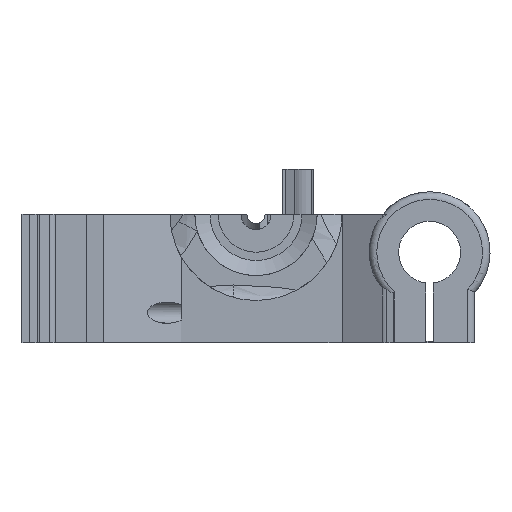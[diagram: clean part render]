
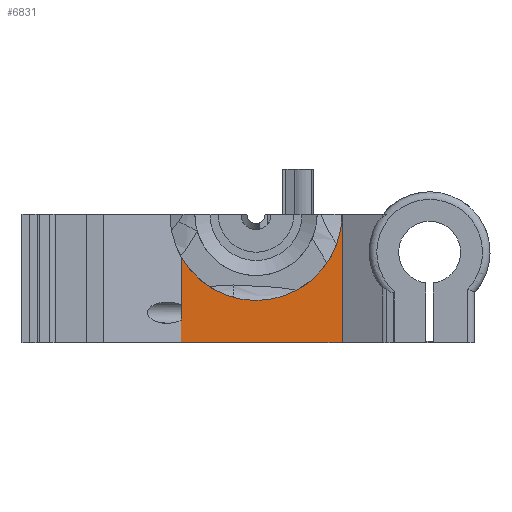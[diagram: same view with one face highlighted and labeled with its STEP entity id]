
A CAD part, front view. The second image highlights one B-rep face of the part: STEP entity #6831.
In plain terms, the highlighted planar face has unit normal (0, -1, 0).
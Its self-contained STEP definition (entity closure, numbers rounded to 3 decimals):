
#200=PLANE('',#7242);
#414=FACE_OUTER_BOUND('',#801,.T.);
#801=EDGE_LOOP('',(#4654,#4655,#4656,#4657,#4658,#4659,#4660,#4661));
#1441=LINE('',#9443,#2068);
#1445=LINE('',#9485,#2072);
#1446=LINE('',#9487,#2073);
#1447=LINE('',#9489,#2074);
#1448=LINE('',#9491,#2075);
#1449=LINE('',#9493,#2076);
#1450=LINE('',#9494,#2077);
#2068=VECTOR('',#7766,10.);
#2072=VECTOR('',#7782,10.);
#2073=VECTOR('',#7783,10.);
#2074=VECTOR('',#7784,10.);
#2075=VECTOR('',#7785,10.);
#2076=VECTOR('',#7786,10.);
#2077=VECTOR('',#7787,10.);
#2692=CIRCLE('',#7243,11.4);
#2887=VERTEX_POINT('',#9440);
#2888=VERTEX_POINT('',#9442);
#2893=VERTEX_POINT('',#9482);
#2894=VERTEX_POINT('',#9484);
#2895=VERTEX_POINT('',#9486);
#2896=VERTEX_POINT('',#9488);
#2897=VERTEX_POINT('',#9490);
#2898=VERTEX_POINT('',#9492);
#3575=EDGE_CURVE('',#2888,#2887,#1441,.T.);
#3584=EDGE_CURVE('',#2887,#2893,#2692,.T.);
#3585=EDGE_CURVE('',#2894,#2893,#1445,.T.);
#3586=EDGE_CURVE('',#2894,#2895,#1446,.T.);
#3587=EDGE_CURVE('',#2895,#2896,#1447,.T.);
#3588=EDGE_CURVE('',#2896,#2897,#1448,.T.);
#3589=EDGE_CURVE('',#2898,#2897,#1449,.T.);
#3590=EDGE_CURVE('',#2898,#2888,#1450,.T.);
#4654=ORIENTED_EDGE('',*,*,#3575,.T.);
#4655=ORIENTED_EDGE('',*,*,#3584,.T.);
#4656=ORIENTED_EDGE('',*,*,#3585,.F.);
#4657=ORIENTED_EDGE('',*,*,#3586,.T.);
#4658=ORIENTED_EDGE('',*,*,#3587,.T.);
#4659=ORIENTED_EDGE('',*,*,#3588,.T.);
#4660=ORIENTED_EDGE('',*,*,#3589,.F.);
#4661=ORIENTED_EDGE('',*,*,#3590,.T.);
#6831=ADVANCED_FACE('',(#414),#200,.T.);
#7242=AXIS2_PLACEMENT_3D('',#9481,#7778,#7779);
#7243=AXIS2_PLACEMENT_3D('',#9483,#7780,#7781);
#7766=DIRECTION('',(0.,0.,1.));
#7778=DIRECTION('center_axis',(0.,-1.,0.));
#7779=DIRECTION('ref_axis',(1.,0.,0.));
#7780=DIRECTION('center_axis',(0.,1.,0.));
#7781=DIRECTION('ref_axis',(-1.,0.,0.));
#7782=DIRECTION('',(0.,0.,1.));
#7783=DIRECTION('',(1.,0.,0.));
#7784=DIRECTION('',(0.,0.,-1.));
#7785=DIRECTION('',(-1.,0.,0.));
#7786=DIRECTION('',(0.,0.,1.));
#7787=DIRECTION('',(1.,0.,0.));
#9440=CARTESIAN_POINT('',(11.4,-79.,0.));
#9442=CARTESIAN_POINT('',(11.4,-79.,-17.));
#9443=CARTESIAN_POINT('',(11.4,-79.,-8.5));
#9481=CARTESIAN_POINT('Origin',(-9.896,-79.,-17.));
#9482=CARTESIAN_POINT('',(-9.896,-79.,-5.659));
#9483=CARTESIAN_POINT('Origin',(0.,-79.,
0.));
#9484=CARTESIAN_POINT('',(-9.896,-79.,-12.02));
#9485=CARTESIAN_POINT('',(-9.896,-79.,-17.));
#9486=CARTESIAN_POINT('',(-9.896,-79.,-12.02));
#9487=CARTESIAN_POINT('',(-16.198,-79.,-12.02));
#9488=CARTESIAN_POINT('',(-9.896,-79.,-13.98));
#9489=CARTESIAN_POINT('',(-9.896,-79.,-15.));
#9490=CARTESIAN_POINT('',(-9.896,-79.,-13.98));
#9491=CARTESIAN_POINT('',(-16.198,-79.,-13.98));
#9492=CARTESIAN_POINT('',(-9.896,-79.,-17.));
#9493=CARTESIAN_POINT('',(-9.896,-79.,-17.));
#9494=CARTESIAN_POINT('',(-9.896,-79.,-17.));
